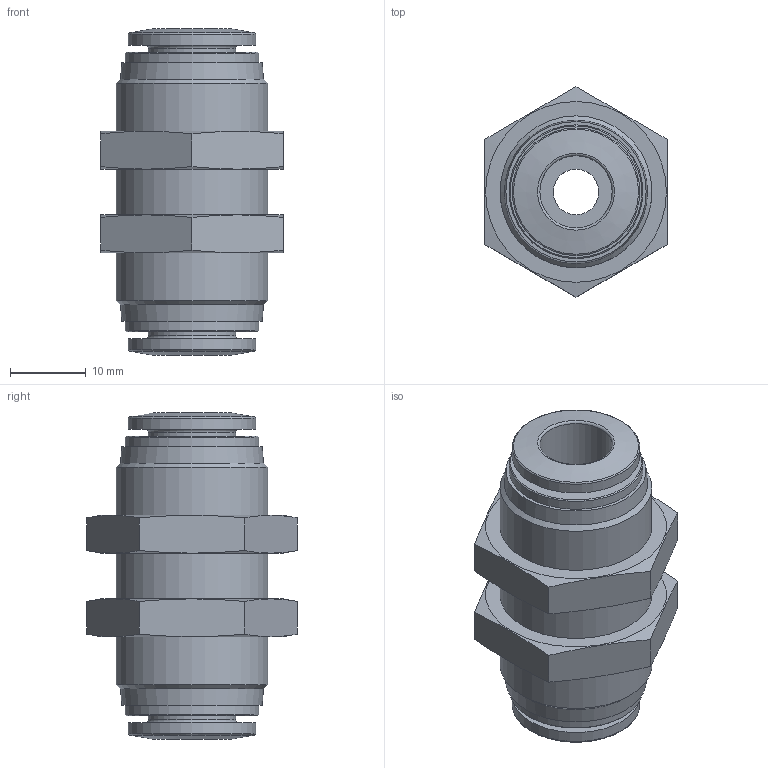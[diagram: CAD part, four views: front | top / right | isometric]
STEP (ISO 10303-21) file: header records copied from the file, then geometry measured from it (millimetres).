
FILE_DESCRIPTION(/* description */ ('STEP AP214'),/* implementation_level */ '2;1');
FILE_NAME(/* name */ '564752_QBS-3_8T-U',/* time_stamp */ '2024-09-14T04:15:36+02:00',/* author */ ('License CC BY-ND 4.0'),/* organization */ ('CADENAS'),/* preprocessor_version */ 'ST-DEVELOPER v19.3',/* originating_system */ 'PARTsolutions',/* authorisation */ ' ');
FILE_SCHEMA (('AUTOMOTIVE_DESIGN {1 0 10303 214 3 1 1}'));
Length unit declared in the file: millimetre
Products named in the file (3): 564752 QBS-3/8T-U; 564752 QBS-3/8T-U-1; Flachmutter M20x1-5-24
Assembly tree (3 placements, depth 2):
  564752 QBS-3/8T-U
    564752 QBS-3/8T-U-1
    Flachmutter M20x1-5-24  x2
Bounding box: 24 x 27.71 x 43 mm (x, y, z)
Volume: 11469.9 mm3; surface area: 6881.6 mm2
Topology: 3 solids, 3 shells, 58 faces, 119 edges, 73 vertices
Faces by surface type: plane 24, cone 16, cylinder 12, torus 6
Full cylindrical faces by diameter (mm): 6 x1, 9.525 x2, 11.525 x2, 16.8 x2, 17.619 x2, 18.917 x2, 20 x1
Entity records: 1305 total; most frequent: CARTESIAN_POINT 203, DIRECTION 180, ORIENTED_EDGE 112, AXIS2_PLACEMENT_3D 87, EDGE_LOOP 84, FACE_BOUND 84, EDGE_CURVE 56, VERTEX_POINT 50
